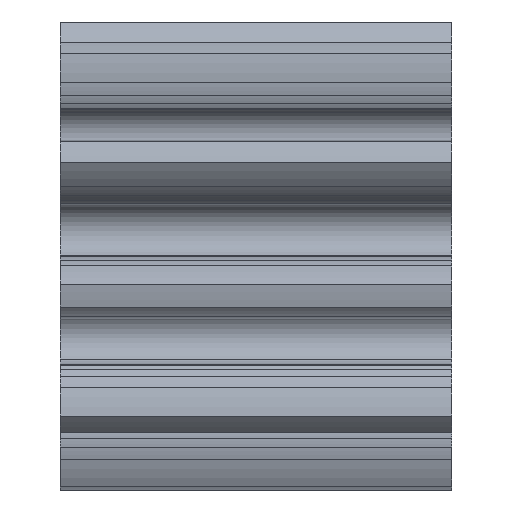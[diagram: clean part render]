
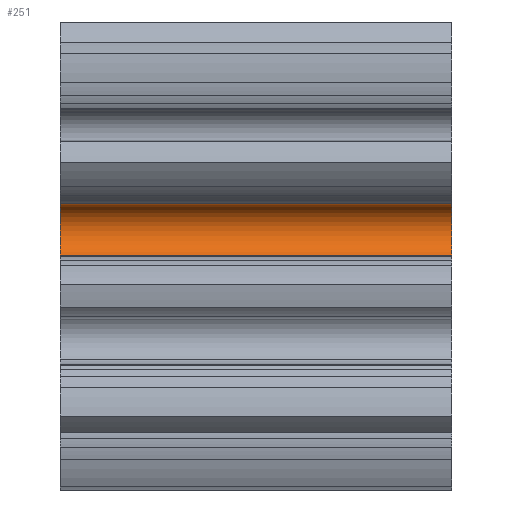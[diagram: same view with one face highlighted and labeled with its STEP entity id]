
A CAD part, top view. The second image highlights one B-rep face of the part: STEP entity #251.
In plain terms, the highlighted cylindrical face has radius 0.356 mm (diameter 0.711 mm), a partial arc.
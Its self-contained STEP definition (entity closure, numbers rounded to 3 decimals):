
#251=ADVANCED_FACE('',(#599),#600,.F.);
#599=FACE_OUTER_BOUND('',#1041,.T.);
#600=CYLINDRICAL_SURFACE('',#1042,0.356);
#1041=EDGE_LOOP('',(#1819,#1820,#1821,#1822));
#1042=AXIS2_PLACEMENT_3D('',#1823,#1824,#1825);
#1819=ORIENTED_EDGE('',*,*,#2787,.T.);
#1820=ORIENTED_EDGE('',*,*,#3000,.F.);
#1821=ORIENTED_EDGE('',*,*,#2782,.T.);
#1822=ORIENTED_EDGE('',*,*,#3056,.F.);
#1823=CARTESIAN_POINT('',(2.5,0.315,2.187));
#1824=DIRECTION('',(-1.0,0.0,0.0));
#1825=DIRECTION('',(0.0,-1.0,0.0));
#2782=EDGE_CURVE('',#3353,#3354,#3355,.T.);
#2787=EDGE_CURVE('',#3362,#3363,#3364,.T.);
#3000=EDGE_CURVE('',#3353,#3363,#3745,.T.);
#3056=EDGE_CURVE('',#3362,#3354,#3820,.T.);
#3353=VERTEX_POINT('',#4208);
#3354=VERTEX_POINT('',#4209);
#3355=LINE('',#4210,#4211);
#3362=VERTEX_POINT('',#4219);
#3363=VERTEX_POINT('',#4220);
#3364=LINE('',#4221,#4222);
#3745=CIRCLE('',#4642,0.356);
#3820=CIRCLE('',#4726,0.356);
#4208=CARTESIAN_POINT('',(5.0,0.671,2.187));
#4209=CARTESIAN_POINT('',(0.0,0.671,2.187));
#4210=CARTESIAN_POINT('',(2.5,0.671,2.187));
#4211=VECTOR('',#5204,1.0);
#4219=CARTESIAN_POINT('',(0.0,-0.04,2.187));
#4220=CARTESIAN_POINT('',(5.0,-0.04,2.187));
#4221=CARTESIAN_POINT('',(2.5,-0.04,2.187));
#4222=VECTOR('',#5212,1.0);
#4642=AXIS2_PLACEMENT_3D('',#5705,#5706,#5707);
#4726=AXIS2_PLACEMENT_3D('',#5801,#5802,#5803);
#5204=DIRECTION('',(-1.0,0.0,0.0));
#5212=DIRECTION('',(1.0,0.0,-0.0));
#5705=CARTESIAN_POINT('',(5.0,0.315,2.187));
#5706=DIRECTION('',(-1.0,-0.0,0.0));
#5707=DIRECTION('',(0.0,-1.0,0.0));
#5801=CARTESIAN_POINT('',(0.0,0.315,2.187));
#5802=DIRECTION('',(1.0,0.0,-0.0));
#5803=DIRECTION('',(0.0,-1.0,0.0));
